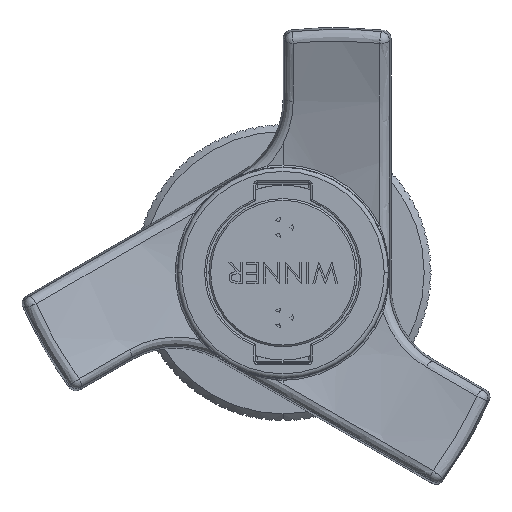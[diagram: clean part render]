
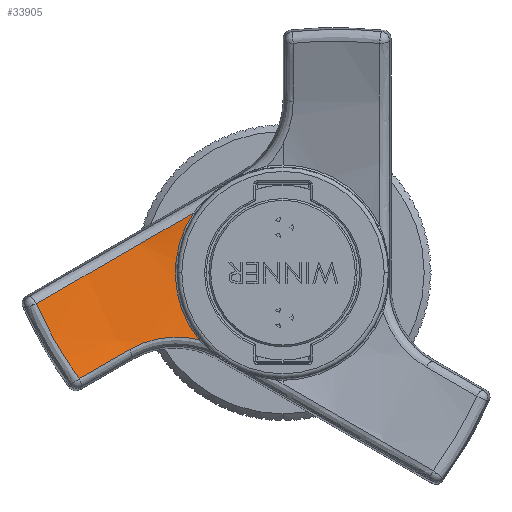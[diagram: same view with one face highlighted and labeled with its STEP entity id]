
A CAD part, left-side view. The second image highlights one B-rep face of the part: STEP entity #33905.
In plain terms, the highlighted spherical face has radius 70 mm.
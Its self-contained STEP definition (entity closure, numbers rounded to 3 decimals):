
#1045 = CARTESIAN_POINT ( 'NONE',  ( -30.777, 11.377, -7.668 ) ) ;
#1163 = CARTESIAN_POINT ( 'NONE',  ( -31.472, 14.913, -7.824 ) ) ;
#1431 = CARTESIAN_POINT ( 'NONE',  ( -30.587, 10.597, 7.053 ) ) ;
#1494 = ORIENTED_EDGE ( 'NONE', *, *, #21616, .T. ) ;
#2250 = DIRECTION ( 'NONE',  ( 1., 0., 0. ) ) ;
#3286 = AXIS2_PLACEMENT_3D ( 'NONE', #5147, #2250, #33223 ) ;
#3688 = CARTESIAN_POINT ( 'NONE',  ( -99.42, 0., 0. ) ) ;
#3935 = CARTESIAN_POINT ( 'NONE',  ( -31.16, 13.504, -7.636 ) ) ;
#4555 = CARTESIAN_POINT ( 'NONE',  ( -30.739, 12.195, 6.131 ) ) ;
#4710 = CIRCLE ( 'NONE', #3286, 12.73 ) ;
#5126 = EDGE_CURVE ( 'NONE', #21037, #34843, #17452, .T. ) ;
#5147 = CARTESIAN_POINT ( 'NONE',  ( -30.587, 0., 0. ) ) ;
#5814 = VERTEX_POINT ( 'NONE', #9827 ) ;
#6962 = CARTESIAN_POINT ( 'NONE',  ( -32.217, 17.548, -8.741 ) ) ;
#7073 = B_SPLINE_CURVE_WITH_KNOTS ( 'NONE', 3,
 ( #1431, #4555, #35621, #18393, #33099, #15752, #18517, #18753 ),
 .UNSPECIFIED., .F., .F.,
 ( 4, 2, 2, 4 ),
 ( 0.007, 0.013, 0.018, 0.029 ),
 .UNSPECIFIED. ) ;
#7535 = CARTESIAN_POINT ( 'NONE',  ( -33.132, 20.167, -10.254 ) ) ;
#7550 = ORIENTED_EDGE ( 'NONE', *, *, #34721, .T. ) ;
#7894 = B_SPLINE_CURVE_WITH_KNOTS ( 'NONE', 3,
 ( #15923, #21696, #7535, #21942 ),
 .UNSPECIFIED., .F., .F.,
 ( 4, 4 ),
 ( 0., 0.007 ),
 .UNSPECIFIED. ) ;
#8260 = CARTESIAN_POINT ( 'NONE',  ( -35.114, 26.103, -9.754 ) ) ;
#8358 = VERTEX_POINT ( 'NONE', #33715 ) ;
#9173 = ORIENTED_EDGE ( 'NONE', *, *, #5126, .T. ) ;
#9827 = CARTESIAN_POINT ( 'NONE',  ( -30.587, 9.961, -7.927 ) ) ;
#12249 = DIRECTION ( 'NONE',  ( 0., -1., 0. ) ) ;
#12627 = CARTESIAN_POINT ( 'NONE',  ( -30.675, 10.668, -7.771 ) ) ;
#12738 = CARTESIAN_POINT ( 'NONE',  ( -30.833, 11.732, -7.634 ) ) ;
#14100 = ORIENTED_EDGE ( 'NONE', *, *, #18299, .T. ) ;
#15485 = CARTESIAN_POINT ( 'NONE',  ( -30.587, 9.961, -7.927 ) ) ;
#15752 = CARTESIAN_POINT ( 'NONE',  ( -33.272, 23.198, -0.22 ) ) ;
#15923 = CARTESIAN_POINT ( 'NONE',  ( -34.899, 24.09, -12.52 ) ) ;
#17452 = B_SPLINE_CURVE_WITH_KNOTS ( 'NONE', 3,
 ( #31277, #36671, #8260, #19538 ),
 .UNSPECIFIED., .F., .F.,
 ( 4, 4 ),
 ( 0., 0.01 ),
 .UNSPECIFIED. ) ;
#18299 = EDGE_CURVE ( 'NONE', #19772, #5814, #33433, .T. ) ;
#18393 = CARTESIAN_POINT ( 'NONE',  ( -31.563, 16.953, 3.385 ) ) ;
#18517 = CARTESIAN_POINT ( 'NONE',  ( -34.445, 26.233, -1.971 ) ) ;
#18753 = CARTESIAN_POINT ( 'NONE',  ( -35.901, 29.186, -3.676 ) ) ;
#19525 = CARTESIAN_POINT ( 'NONE',  ( -34.899, 24.09, -12.52 ) ) ;
#19538 = CARTESIAN_POINT ( 'NONE',  ( -34.899, 24.09, -12.52 ) ) ;
#19772 = VERTEX_POINT ( 'NONE', #21021 ) ;
#20059 = SPHERICAL_SURFACE ( 'NONE', #33248, 70. ) ;
#20928 = EDGE_LOOP ( 'NONE', ( #14100, #36444, #1494, #9173, #7550 ) ) ;
#21021 = CARTESIAN_POINT ( 'NONE',  ( -32.429, 18.152, -9.091 ) ) ;
#21037 = VERTEX_POINT ( 'NONE', #26784 ) ;
#21145 = CARTESIAN_POINT ( 'NONE',  ( -31.019, 12.795, -7.601 ) ) ;
#21377 = DIRECTION ( 'NONE',  ( 0., 0., 1. ) ) ;
#21616 = EDGE_CURVE ( 'NONE', #8358, #21037, #7073, .T. ) ;
#21696 = CARTESIAN_POINT ( 'NONE',  ( -33.957, 22.149, -11.399 ) ) ;
#21942 = CARTESIAN_POINT ( 'NONE',  ( -32.429, 18.152, -9.091 ) ) ;
#23640 = FACE_OUTER_BOUND ( 'NONE', #20928, .T. ) ;
#24109 = CARTESIAN_POINT ( 'NONE',  ( -32.016, 16.908, -8.449 ) ) ;
#24462 = CARTESIAN_POINT ( 'NONE',  ( -30.628, 10.311, -7.84 ) ) ;
#26784 = CARTESIAN_POINT ( 'NONE',  ( -35.901, 29.186, -3.676 ) ) ;
#27099 = CARTESIAN_POINT ( 'NONE',  ( -30.954, 12.441, -7.601 ) ) ;
#27353 = CARTESIAN_POINT ( 'NONE',  ( -31.235, 13.86, -7.67 ) ) ;
#31277 = CARTESIAN_POINT ( 'NONE',  ( -35.901, 29.186, -3.676 ) ) ;
#32608 = CARTESIAN_POINT ( 'NONE',  ( -32.429, 18.152, -9.091 ) ) ;
#33099 = CARTESIAN_POINT ( 'NONE',  ( -31.936, 18.524, 2.478 ) ) ;
#33223 = DIRECTION ( 'NONE',  ( 0., -1., 0. ) ) ;
#33248 = AXIS2_PLACEMENT_3D ( 'NONE', #3688, #12249, #21377 ) ;
#33433 = B_SPLINE_CURVE_WITH_KNOTS ( 'NONE', 3,
 ( #32608, #6962, #24109, #35874, #1163, #27353, #3935, #21145, #27099, #12738, #1045, #12627, #24462, #15485 ),
 .UNSPECIFIED., .F., .F.,
 ( 4, 2, 2, 2, 2, 2, 4 ),
 ( 0., 0.002, 0.004, 0.005, 0.007, 0.008, 0.009 ),
 .UNSPECIFIED. ) ;
#33715 = CARTESIAN_POINT ( 'NONE',  ( -30.587, 10.597, 7.053 ) ) ;
#33905 = ADVANCED_FACE ( 'NONE', ( #23640 ), #20059, .F. ) ;
#34721 = EDGE_CURVE ( 'NONE', #34843, #19772, #7894, .T. ) ;
#34843 = VERTEX_POINT ( 'NONE', #19525 ) ;
#35621 = CARTESIAN_POINT ( 'NONE',  ( -30.965, 13.791, 5.21 ) ) ;
#35874 = CARTESIAN_POINT ( 'NONE',  ( -31.644, 15.592, -7.991 ) ) ;
#35945 = EDGE_CURVE ( 'NONE', #5814, #8358, #4710, .T. ) ;
#36444 = ORIENTED_EDGE ( 'NONE', *, *, #35945, .T. ) ;
#36671 = CARTESIAN_POINT ( 'NONE',  ( -35.449, 27.812, -6.783 ) ) ;
